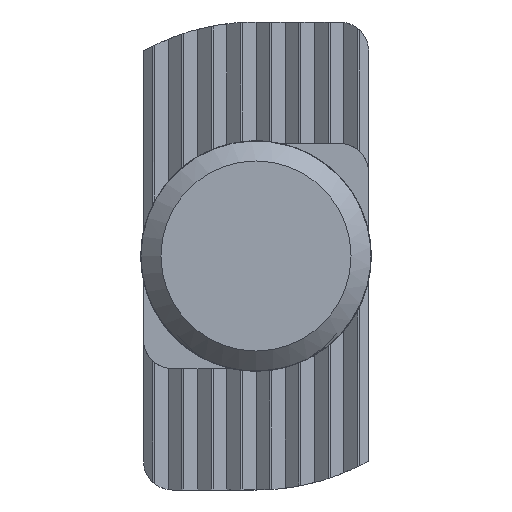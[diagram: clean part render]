
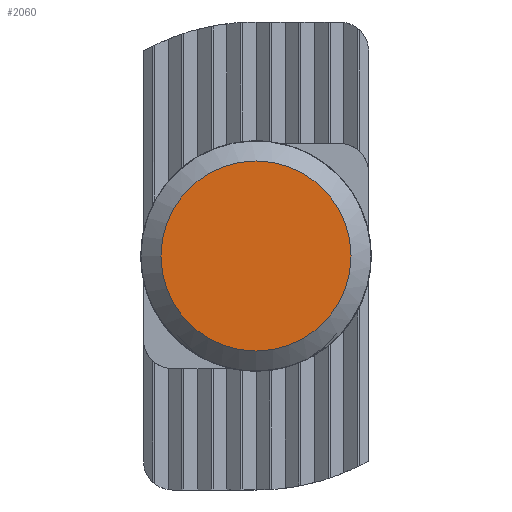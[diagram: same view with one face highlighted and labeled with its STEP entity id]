
A CAD part, left-side view. The second image highlights one B-rep face of the part: STEP entity #2060.
In plain terms, the highlighted face is planar.
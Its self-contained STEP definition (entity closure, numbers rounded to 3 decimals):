
#72=PLANE('',#2190);
#158=FACE_OUTER_BOUND('',#266,.T.);
#266=EDGE_LOOP('',(#1486));
#340=CIRCLE('',#2187,3.25);
#813=VERTEX_POINT('',#5428);
#1057=EDGE_CURVE('',#813,#813,#340,.T.);
#1486=ORIENTED_EDGE('',*,*,#1057,.F.);
#2060=ADVANCED_FACE('',(#158),#72,.F.);
#2187=AXIS2_PLACEMENT_3D('',#5429,#2452,#2453);
#2190=AXIS2_PLACEMENT_3D('',#5433,#2459,#2460);
#2452=DIRECTION('center_axis',(0.,-1.,0.));
#2453=DIRECTION('ref_axis',(0.,0.,1.));
#2459=DIRECTION('center_axis',(0.,-1.,0.));
#2460=DIRECTION('ref_axis',(0.,0.,-1.));
#5428=CARTESIAN_POINT('',(0.,25.,-3.25));
#5429=CARTESIAN_POINT('Origin',(0.,25.,0.));
#5433=CARTESIAN_POINT('Origin',(3.233,25.,0.));
